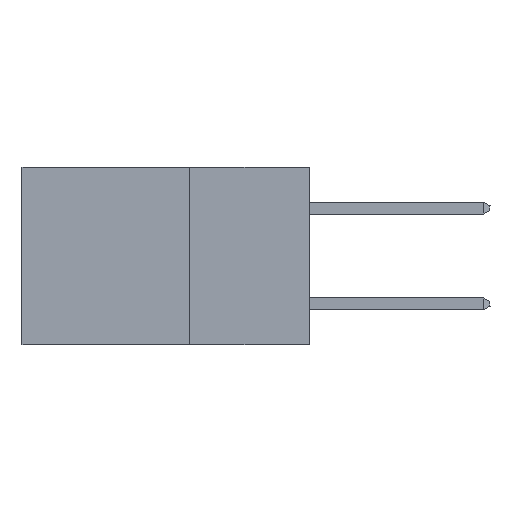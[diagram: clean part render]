
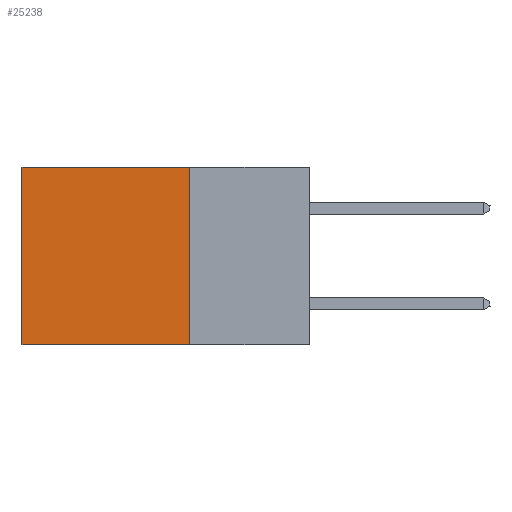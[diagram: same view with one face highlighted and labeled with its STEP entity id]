
A CAD part, left-side view. The second image highlights one B-rep face of the part: STEP entity #25238.
In plain terms, the highlighted planar face has unit normal (-1, 0, 0).
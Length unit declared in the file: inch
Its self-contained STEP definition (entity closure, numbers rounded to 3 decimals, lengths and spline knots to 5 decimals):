
#186 = DIRECTION ( 'NONE',  ( 1., 0., 0. ) ) ;
#340 = VERTEX_POINT ( 'NONE', #348 ) ;
#348 = CARTESIAN_POINT ( 'NONE',  ( 0.2875, 0.6, 0. ) ) ;
#986 = LINE ( 'NONE', #13317, #5997 ) ;
#1406 = LINE ( 'NONE', #16127, #16812 ) ;
#2507 = DIRECTION ( 'NONE',  ( 0., 1., 0. ) ) ;
#4091 = FACE_OUTER_BOUND ( 'NONE', #23338, .T. ) ;
#5939 = ORIENTED_EDGE ( 'NONE', *, *, #9015, .F. ) ;
#5997 = VECTOR ( 'NONE', #29483, 39.37008 ) ;
#6345 = CARTESIAN_POINT ( 'NONE',  ( 0.2875, 0.25, -0.37 ) ) ;
#6663 = CARTESIAN_POINT ( 'NONE',  ( 0.2875, 0.25, 0. ) ) ;
#8170 = DIRECTION ( 'NONE',  ( 0., 0., -1. ) ) ;
#8978 = ORIENTED_EDGE ( 'NONE', *, *, #28911, .T. ) ;
#9015 = EDGE_CURVE ( 'NONE', #14385, #26349, #12082, .T. ) ;
#10790 = CARTESIAN_POINT ( 'NONE',  ( 0.2875, 0.25, 0. ) ) ;
#11503 = DIRECTION ( 'NONE',  ( 0., 0., -1. ) ) ;
#12082 = LINE ( 'NONE', #10790, #29360 ) ;
#13317 = CARTESIAN_POINT ( 'NONE',  ( 0.2875, 0.25, 0. ) ) ;
#14385 = VERTEX_POINT ( 'NONE', #6663 ) ;
#16127 = CARTESIAN_POINT ( 'NONE',  ( 0.2875, 0.25, -0.37 ) ) ;
#16812 = VECTOR ( 'NONE', #2507, 39.37008 ) ;
#17903 = EDGE_CURVE ( 'NONE', #14385, #340, #986, .T. ) ;
#18870 = CARTESIAN_POINT ( 'NONE',  ( 0.2875, 0.6, 0. ) ) ;
#20877 = ORIENTED_EDGE ( 'NONE', *, *, #29406, .F. ) ;
#21887 = DIRECTION ( 'NONE',  ( 0., 0., -1. ) ) ;
#22170 = VECTOR ( 'NONE', #21887, 39.37008 ) ;
#22676 = CARTESIAN_POINT ( 'NONE',  ( 0.2875, 0.25, 0. ) ) ;
#22969 = PLANE ( 'NONE',  #25043 ) ;
#23338 = EDGE_LOOP ( 'NONE', ( #8978, #20877, #5939, #27746 ) ) ;
#24851 = CARTESIAN_POINT ( 'NONE',  ( 0.2875, 0.6, -0.37 ) ) ;
#25043 = AXIS2_PLACEMENT_3D ( 'NONE', #22676, #186, #11503 ) ;
#25238 = ADVANCED_FACE ( 'NONE', ( #4091 ), #22969, .F. ) ;
#26349 = VERTEX_POINT ( 'NONE', #6345 ) ;
#27644 = LINE ( 'NONE', #18870, #22170 ) ;
#27746 = ORIENTED_EDGE ( 'NONE', *, *, #17903, .T. ) ;
#27928 = VERTEX_POINT ( 'NONE', #24851 ) ;
#28911 = EDGE_CURVE ( 'NONE', #340, #27928, #27644, .T. ) ;
#29360 = VECTOR ( 'NONE', #8170, 39.37008 ) ;
#29406 = EDGE_CURVE ( 'NONE', #26349, #27928, #1406, .T. ) ;
#29483 = DIRECTION ( 'NONE',  ( 0., 1., 0. ) ) ;
